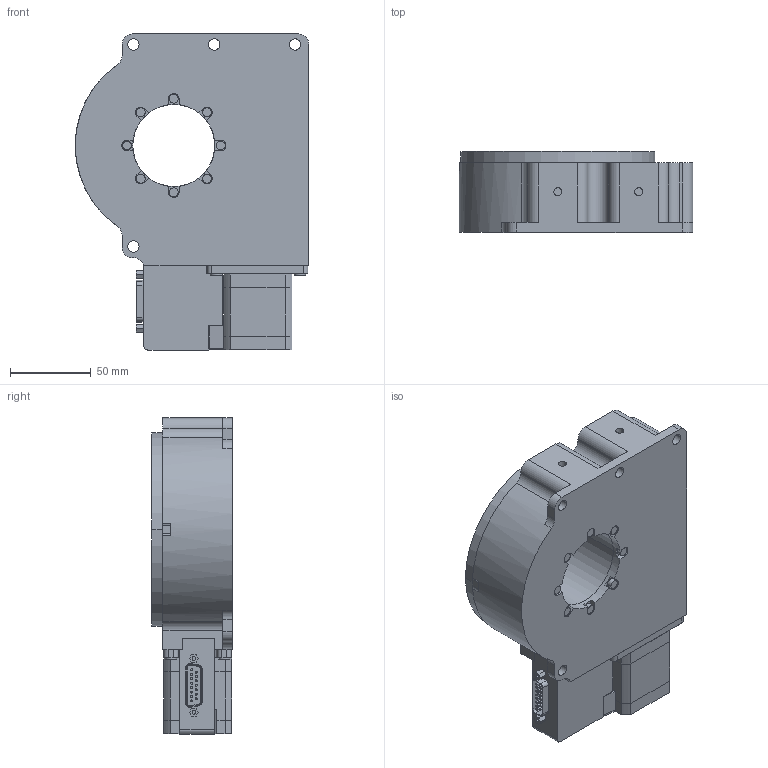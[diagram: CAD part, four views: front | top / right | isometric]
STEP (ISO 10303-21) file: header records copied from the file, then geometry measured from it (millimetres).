
FILE_DESCRIPTION (( 'STEP AP203' ), '1' );
FILE_NAME ('RST120xK-T3A.step', '2023-05-30T18:47:25', ( '' ), ( '' ), 'SwSTEP 2.0', 'SolidWorks 2019', '' );
FILE_SCHEMA (( 'CONFIG_CONTROL_DESIGN' ));
Length unit declared in the file: millimetre
Products named in the file (4): RST120_top^RST120; RST120xK-T3A; RST120_base^RST120_RST120-T3A; NMS17_motor^RST120_RST
Assembly tree (3 placements, depth 2):
  RST120xK-T3A
    RST120_base^RST120_RST120-T3A
    RST120_top^RST120
    NMS17_motor^RST120_RST
Bounding box: 144.5 x 50 x 195.54 mm (x, y, z)
Volume: 885456.6 mm3; surface area: 172901 mm2
Topology: 42 solids, 42 shells, 678 faces, 1530 edges, 1003 vertices
Faces by surface type: plane 357, cylinder 289, cone 24, torus 8
Entity records: 19558 total; most frequent: DIRECTION 3490, CARTESIAN_POINT 3445, ORIENTED_EDGE 3036, EDGE_CURVE 1518, AXIS2_PLACEMENT_3D 1336, VERTEX_POINT 1003, LINE 818, VECTOR 818
